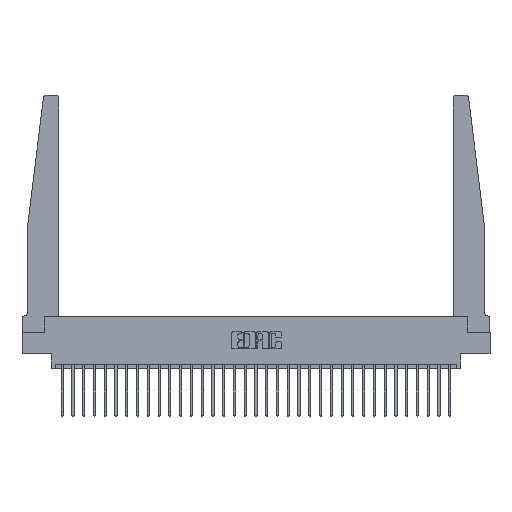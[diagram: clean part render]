
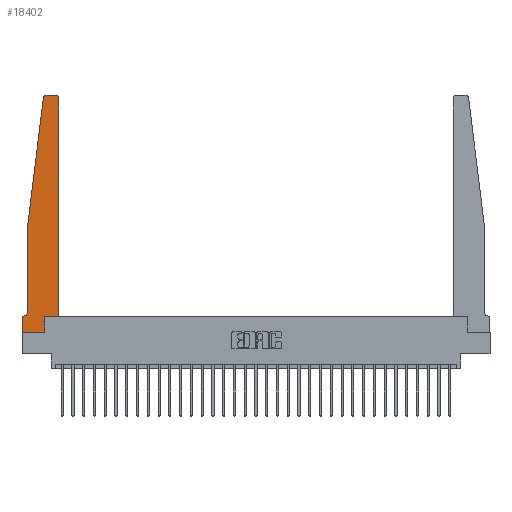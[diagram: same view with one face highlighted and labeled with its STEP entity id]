
A CAD part, top view. The second image highlights one B-rep face of the part: STEP entity #18402.
In plain terms, the highlighted planar face has unit normal (0, 0, 1).
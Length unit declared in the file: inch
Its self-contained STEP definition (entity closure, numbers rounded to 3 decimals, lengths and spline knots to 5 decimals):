
#258 = EDGE_CURVE ( 'NONE', #25642, #15543, #19463, .T. ) ;
#980 = LINE ( 'NONE', #26144, #18714 ) ;
#1084 = VERTEX_POINT ( 'NONE', #13300 ) ;
#1155 = DIRECTION ( 'NONE',  ( -0.122, -0.992, 0. ) ) ;
#1404 = DIRECTION ( 'NONE',  ( 0., 0., 1. ) ) ;
#1423 = CARTESIAN_POINT ( 'NONE',  ( 0.425, 2.72, 0.37 ) ) ;
#1438 = ORIENTED_EDGE ( 'NONE', *, *, #11130, .T. ) ;
#1816 = VECTOR ( 'NONE', #19937, 39.37008 ) ;
#2039 = DIRECTION ( 'NONE',  ( -1., 0., 0. ) ) ;
#2163 = ORIENTED_EDGE ( 'NONE', *, *, #19088, .T. ) ;
#2646 = CARTESIAN_POINT ( 'NONE',  ( 0.065, 1.25, 0.37 ) ) ;
#2686 = CARTESIAN_POINT ( 'NONE',  ( 0.395, 2.75, 0.37 ) ) ;
#2925 = LINE ( 'NONE', #28654, #14217 ) ;
#3630 = CIRCLE ( 'NONE', #9986, 0.03 ) ;
#4379 = EDGE_CURVE ( 'NONE', #5004, #1084, #23198, .T. ) ;
#4815 = LINE ( 'NONE', #15654, #5536 ) ;
#4958 = CARTESIAN_POINT ( 'NONE',  ( 0., 0.1875, 0.37 ) ) ;
#5004 = VERTEX_POINT ( 'NONE', #17647 ) ;
#5086 = DIRECTION ( 'NONE',  ( 0., -1., 0. ) ) ;
#5536 = VECTOR ( 'NONE', #29296, 39.37008 ) ;
#6155 = AXIS2_PLACEMENT_3D ( 'NONE', #29516, #15876, #2039 ) ;
#7179 = EDGE_CURVE ( 'NONE', #8225, #27988, #18298, .T. ) ;
#7300 = DIRECTION ( 'NONE',  ( 0., 0., 1. ) ) ;
#7620 = ORIENTED_EDGE ( 'NONE', *, *, #25359, .T. ) ;
#8225 = VERTEX_POINT ( 'NONE', #21919 ) ;
#8291 = VECTOR ( 'NONE', #5086, 39.37008 ) ;
#8684 = VERTEX_POINT ( 'NONE', #2646 ) ;
#8791 = ORIENTED_EDGE ( 'NONE', *, *, #4379, .T. ) ;
#9581 = DIRECTION ( 'NONE',  ( 0., 0., 1. ) ) ;
#9604 = AXIS2_PLACEMENT_3D ( 'NONE', #4958, #7300, #23291 ) ;
#9986 = AXIS2_PLACEMENT_3D ( 'NONE', #23248, #9581, #25538 ) ;
#10098 = DIRECTION ( 'NONE',  ( 1., 0., 0. ) ) ;
#10616 = EDGE_CURVE ( 'NONE', #10944, #12475, #17769, .T. ) ;
#10748 = CARTESIAN_POINT ( 'NONE',  ( 0.065, 0.1875, 0.37 ) ) ;
#10944 = VERTEX_POINT ( 'NONE', #26547 ) ;
#11007 = EDGE_CURVE ( 'NONE', #15543, #10944, #25942, .T. ) ;
#11130 = EDGE_CURVE ( 'NONE', #12475, #21773, #4815, .T. ) ;
#11453 = ORIENTED_EDGE ( 'NONE', *, *, #7179, .T. ) ;
#11715 = VECTOR ( 'NONE', #10098, 39.37008 ) ;
#12475 = VERTEX_POINT ( 'NONE', #18618 ) ;
#12955 = CARTESIAN_POINT ( 'NONE',  ( 0.25, 2.75, 0.37 ) ) ;
#13087 = CARTESIAN_POINT ( 'NONE',  ( 0.2605, 0.18, 0.37 ) ) ;
#13299 = ORIENTED_EDGE ( 'NONE', *, *, #11007, .T. ) ;
#13300 = CARTESIAN_POINT ( 'NONE',  ( 0.24675, 2.72367, 0.37 ) ) ;
#14217 = VECTOR ( 'NONE', #1155, 39.37008 ) ;
#14576 = CARTESIAN_POINT ( 'NONE',  ( 0.425, 0.18, 0.37 ) ) ;
#14783 = VERTEX_POINT ( 'NONE', #2686 ) ;
#15008 = DIRECTION ( 'NONE',  ( 1., 0., 0. ) ) ;
#15219 = DIRECTION ( 'NONE',  ( -1., 0., 0. ) ) ;
#15268 = CARTESIAN_POINT ( 'NONE',  ( 0.27653, 2.72, 0.37 ) ) ;
#15457 = CARTESIAN_POINT ( 'NONE',  ( 0.015, 0.1875, 0.37 ) ) ;
#15543 = VERTEX_POINT ( 'NONE', #21775 ) ;
#15564 = LINE ( 'NONE', #10748, #1816 ) ;
#15654 = CARTESIAN_POINT ( 'NONE',  ( 0.425, 0.18, 0.37 ) ) ;
#15876 = DIRECTION ( 'NONE',  ( 0., 0., -1. ) ) ;
#15943 = VECTOR ( 'NONE', #28998, 39.37008 ) ;
#16832 = AXIS2_PLACEMENT_3D ( 'NONE', #15268, #1404, #17574 ) ;
#16852 = VECTOR ( 'NONE', #15219, 39.37008 ) ;
#17505 = EDGE_CURVE ( 'NONE', #1084, #8684, #2925, .T. ) ;
#17574 = DIRECTION ( 'NONE',  ( 1., 0., 0. ) ) ;
#17647 = CARTESIAN_POINT ( 'NONE',  ( 0.27653, 2.75, 0.37 ) ) ;
#17769 = LINE ( 'NONE', #14576, #11715 ) ;
#18298 = CIRCLE ( 'NONE', #6155, 0.05 ) ;
#18402 = ADVANCED_FACE ( 'NONE', ( #26278 ), #18707, .T. ) ;
#18618 = CARTESIAN_POINT ( 'NONE',  ( 0.425, 0.18, 0.37 ) ) ;
#18707 = PLANE ( 'NONE',  #9604 ) ;
#18714 = VECTOR ( 'NONE', #28388, 39.37008 ) ;
#18755 = VECTOR ( 'NONE', #15008, 39.37008 ) ;
#18820 = CARTESIAN_POINT ( 'NONE',  ( 0.065, 1.25, 0.37 ) ) ;
#18847 = ORIENTED_EDGE ( 'NONE', *, *, #10616, .T. ) ;
#19088 = EDGE_CURVE ( 'NONE', #21773, #14783, #3630, .T. ) ;
#19426 = ORIENTED_EDGE ( 'NONE', *, *, #21437, .T. ) ;
#19463 = LINE ( 'NONE', #28639, #18755 ) ;
#19937 = DIRECTION ( 'NONE',  ( -1., 0., 0. ) ) ;
#20316 = EDGE_CURVE ( 'NONE', #23610, #25642, #980, .T. ) ;
#20922 = CARTESIAN_POINT ( 'NONE',  ( 0., 0., 0.37 ) ) ;
#21052 = EDGE_CURVE ( 'NONE', #14783, #5004, #28963, .T. ) ;
#21437 = EDGE_CURVE ( 'NONE', #8684, #8225, #27182, .T. ) ;
#21773 = VERTEX_POINT ( 'NONE', #1423 ) ;
#21775 = CARTESIAN_POINT ( 'NONE',  ( 0.2605, 0., 0.37 ) ) ;
#21919 = CARTESIAN_POINT ( 'NONE',  ( 0.065, 0.2375, 0.37 ) ) ;
#22533 = ORIENTED_EDGE ( 'NONE', *, *, #258, .T. ) ;
#23198 = CIRCLE ( 'NONE', #16832, 0.03 ) ;
#23248 = CARTESIAN_POINT ( 'NONE',  ( 0.395, 2.72, 0.37 ) ) ;
#23291 = DIRECTION ( 'NONE',  ( 1., 0., 0. ) ) ;
#23610 = VERTEX_POINT ( 'NONE', #27568 ) ;
#24251 = ORIENTED_EDGE ( 'NONE', *, *, #17505, .T. ) ;
#24882 = EDGE_LOOP ( 'NONE', ( #26746, #8791, #24251, #19426, #11453, #7620, #27894, #22533, #13299, #18847, #1438, #2163 ) ) ;
#25359 = EDGE_CURVE ( 'NONE', #27988, #23610, #15564, .T. ) ;
#25538 = DIRECTION ( 'NONE',  ( 1., 0., 0. ) ) ;
#25642 = VERTEX_POINT ( 'NONE', #20922 ) ;
#25942 = LINE ( 'NONE', #13087, #15943 ) ;
#26144 = CARTESIAN_POINT ( 'NONE',  ( 0., 0., 0.37 ) ) ;
#26278 = FACE_OUTER_BOUND ( 'NONE', #24882, .T. ) ;
#26547 = CARTESIAN_POINT ( 'NONE',  ( 0.2605, 0.18, 0.37 ) ) ;
#26746 = ORIENTED_EDGE ( 'NONE', *, *, #21052, .T. ) ;
#27182 = LINE ( 'NONE', #18820, #8291 ) ;
#27568 = CARTESIAN_POINT ( 'NONE',  ( 0., 0.1875, 0.37 ) ) ;
#27894 = ORIENTED_EDGE ( 'NONE', *, *, #20316, .T. ) ;
#27988 = VERTEX_POINT ( 'NONE', #15457 ) ;
#28388 = DIRECTION ( 'NONE',  ( 0., -1., 0. ) ) ;
#28639 = CARTESIAN_POINT ( 'NONE',  ( 0., 0., 0.37 ) ) ;
#28654 = CARTESIAN_POINT ( 'NONE',  ( 0.065, 1.25, 0.37 ) ) ;
#28963 = LINE ( 'NONE', #12955, #16852 ) ;
#28998 = DIRECTION ( 'NONE',  ( 0., 1., 0. ) ) ;
#29296 = DIRECTION ( 'NONE',  ( 0., 1., 0. ) ) ;
#29516 = CARTESIAN_POINT ( 'NONE',  ( 0.015, 0.2375, 0.37 ) ) ;
